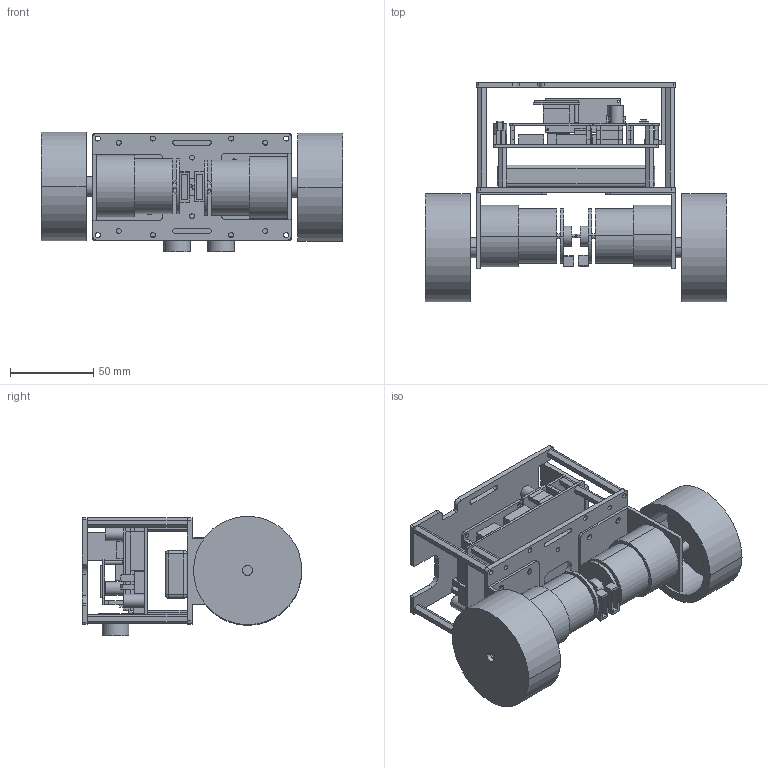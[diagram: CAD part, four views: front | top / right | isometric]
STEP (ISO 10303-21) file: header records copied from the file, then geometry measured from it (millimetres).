
FILE_DESCRIPTION( ('This file contains a STEP AP42 implementation' ,'as created by ZW3D STEP Interface translator.') ,'2;1' );
FILE_NAME( '标准平衡车（带电控）.stp' ,'21 814.142856', (''), ('ZWCAD Software Co.'), 'Version 1.0', 'ZW3D to STEP translator', '' );
FILE_SCHEMA(('AUTOMOTIVE_DESIGN { 1 0 10303 214 1 1 1 1 }'));
Length unit declared in the file: millimetre
Products named in the file (19): 0; 梓袧す算陬; _梓袧す算陬; M3-60˫ͨ; M3-24˫ͨ; 模块化上层板透明; 1900mah萇喀; 萇諷耀輸; 萇繚啣; そ躉; そ躉嘐隅邧籵肣翐; 閉汒疏換覜ん; 等え儂2; 萇繚啣3; 萇繚啣2; 萇繚啣4; 邲蹟痀; M3-11.25攝韓邧籵; 懦挴耀輸
Assembly tree (23 placements, depth 3):
  0
  梓袧す算陬
    _梓袧す算陬
    M3-60˫ͨ  x4
    M3-24˫ͨ  x4
    模块化上层板透明
    1900mah萇喀
    萇諷耀輸
      萇繚啣
      そ躉
      そ躉嘐隅邧籵肣翐
      閉汒疏換覜ん
      等え儂2
      萇繚啣3
      萇繚啣2
      萇繚啣4
      邲蹟痀
      M3-11.25攝韓邧籵
      懦挴耀輸
Bounding box: 181 x 131.76 x 71.62 mm (x, y, z)
Volume: 293398 mm3; surface area: 154699.6 mm2
Topology: 80 solids, 80 shells, 853 faces, 1959 edges, 1380 vertices
Faces by surface type: plane 586, cylinder 259, sphere 8
Full cylindrical faces by diameter (mm): 1.2 x4, 2 x1, 2.2 x4, 2.5 x2, 2.88 x2, 3 x9, 3.2 x12, 8 x3, 16 x2
Entity records: 24024 total; most frequent: DIRECTION 4103, CARTESIAN_POINT 3870, ORIENTED_EDGE 3542, EDGE_CURVE 1771, AXIS2_PLACEMENT_3D 1407, VECTOR 1289, LINE 1289, VERTEX_POINT 1166
